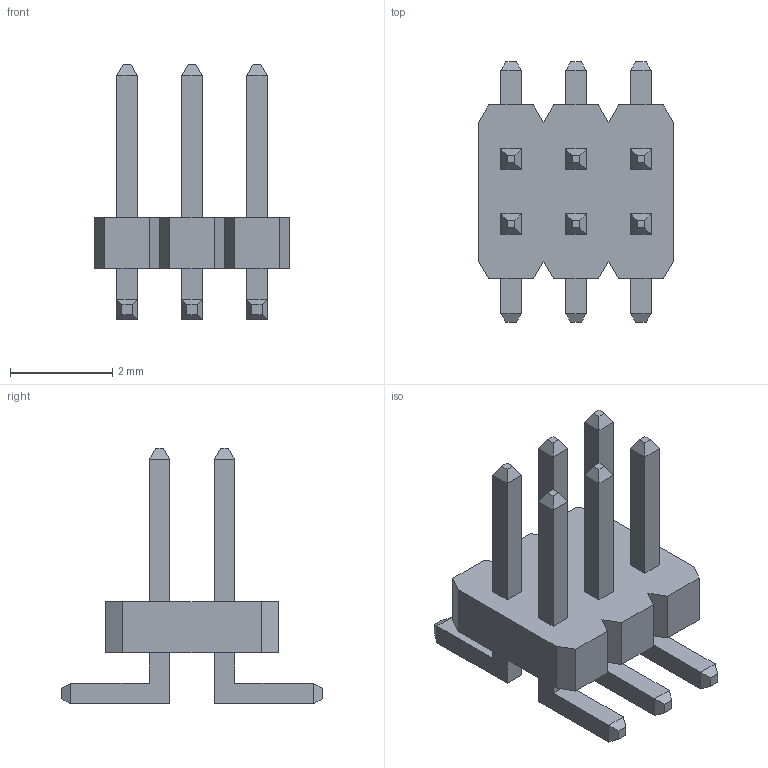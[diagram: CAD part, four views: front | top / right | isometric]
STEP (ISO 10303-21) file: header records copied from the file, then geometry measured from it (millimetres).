
FILE_DESCRIPTION(('FreeCAD Model'),'2;1');
FILE_NAME('0.05 HEADER 2X3.step', '2017-04-28T14:57:09',('kicad StepUp'),('ksu MCAD'), 'Open CASCADE STEP processor 6.8','FreeCAD','Unknown');
FILE_SCHEMA(('AUTOMOTIVE_DESIGN_CC2 { 1 2 10303 214 -1 1 5 4 }'));
Length unit declared in the file: millimetre
Products named in the file (1): 0.05_HEADER_2X3
Bounding box: 3.81 x 5.1 x 5 mm (x, y, z)
Volume: 17.9 mm3; surface area: 93.2 mm2
Topology: 1 solids, 1 shells, 142 faces, 336 edges, 208 vertices
Faces by surface type: plane 142
Entity records: 4944 total; most frequent: CARTESIAN_POINT 687, ORIENTED_EDGE 672, DIRECTION 622, EDGE_CURVE 336, LINE 336, VECTOR 336, VERTEX_POINT 208, FACE_BOUND 154
